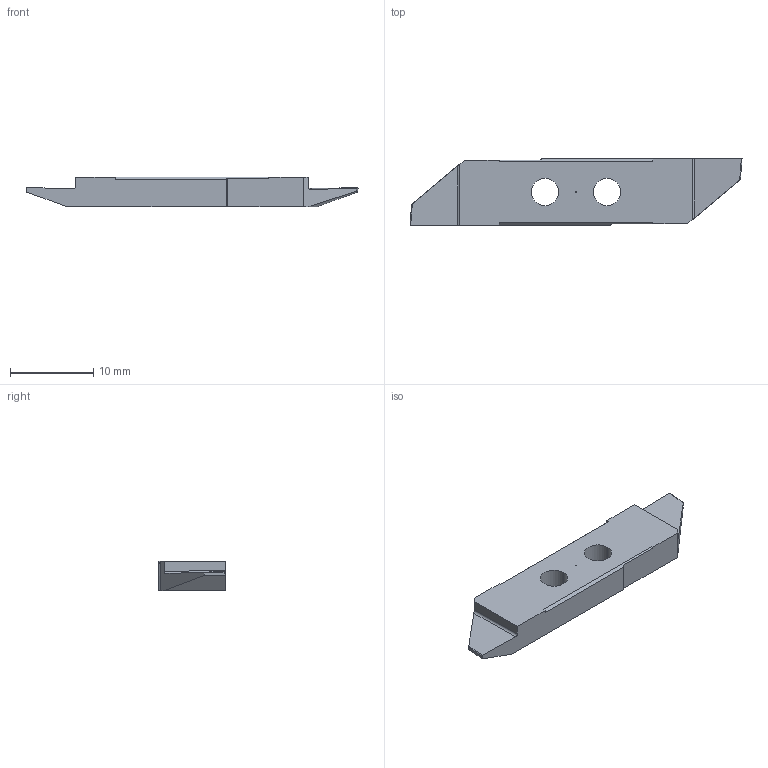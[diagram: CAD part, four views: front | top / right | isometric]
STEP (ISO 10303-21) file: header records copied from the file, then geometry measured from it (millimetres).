
FILE_DESCRIPTION (( 'STEP AP214' ), '1' );
FILE_NAME ('CUT-138-01.STEP', '2022-05-19T13:59:21', ( '' ), ( '' ), 'SwSTEP 2.0', 'SolidWorks 2021', '' );
FILE_SCHEMA (( 'AUTOMOTIVE_DESIGN' ));
Length unit declared in the file: millimetre
Products named in the file (1): CUT-138-01
Bounding box: 40 x 8 x 3.6 mm (x, y, z)
Volume: 819.6 mm3; surface area: 856.7 mm2
Topology: 1 solids, 1 shells, 40 faces, 114 edges, 76 vertices
Faces by surface type: plane 26, cylinder 14
Entity records: 1338 total; most frequent: CARTESIAN_POINT 279, ORIENTED_EDGE 228, DIRECTION 194, EDGE_CURVE 114, LINE 84, VECTOR 84, VERTEX_POINT 76, AXIS2_PLACEMENT_3D 55
